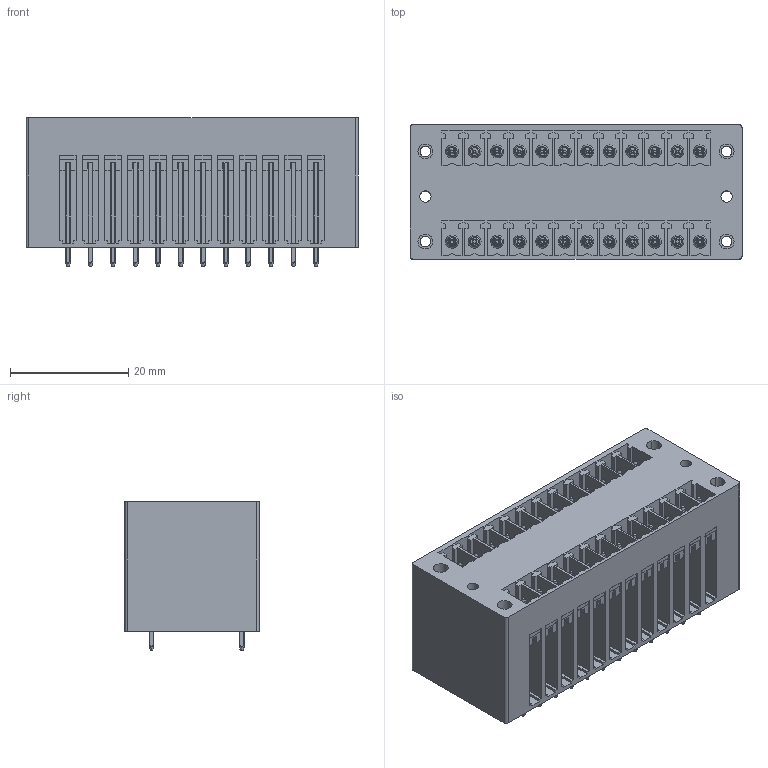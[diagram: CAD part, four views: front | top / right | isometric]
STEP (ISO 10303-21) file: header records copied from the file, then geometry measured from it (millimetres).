
FILE_DESCRIPTION(('CATIA V5 STEP Exchange','CAx-IF Rec.Pracs.--- Model Styling and Organization---1.2---2011-12-15'),'2;1');
FILE_NAME ('D1447155_0', '2018-09-29T11:10:27+00:00', ('none'), ('Weidmueller'), 'CATIA Version 5-6 Release 2014', 'CATIA V5 STEP AP214', 'none');
FILE_SCHEMA(('AUTOMOTIVE_DESIGN { 1 0 10303 214 1 1 1 1 }'));
Length unit declared in the file: millimetre
Products named in the file (1): 1030550000
Bounding box: 56.11 x 22.7 x 25.1 mm (x, y, z)
Volume: 22486.2 mm3; surface area: 13868.4 mm2
Topology: 25 solids, 25 shells, 1382 faces, 3748 edges, 2480 vertices
Faces by surface type: plane 892, cylinder 290, cone 152, torus 48
Entity records: 43712 total; most frequent: CARTESIAN_POINT 12526, ORIENTED_EDGE 7496, DIRECTION 4582, EDGE_CURVE 3748, VECTOR 2584, LINE 2584, VERTEX_POINT 2480, EDGE_LOOP 1530
